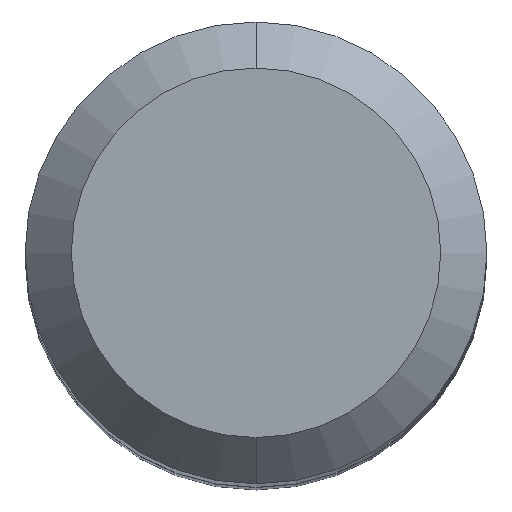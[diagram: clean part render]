
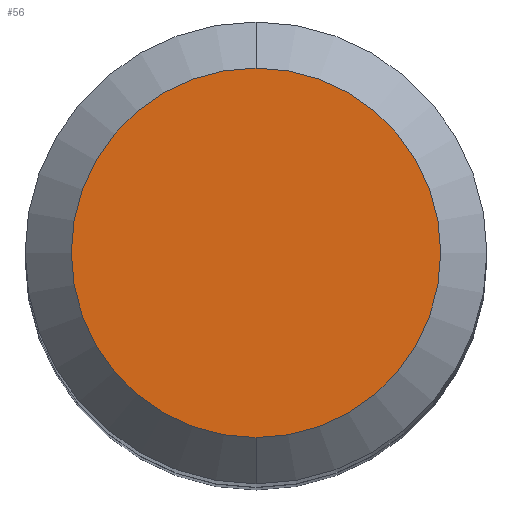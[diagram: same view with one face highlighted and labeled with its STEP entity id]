
A CAD part, top view. The second image highlights one B-rep face of the part: STEP entity #56.
In plain terms, the highlighted planar face has unit normal (0, 0, 1).
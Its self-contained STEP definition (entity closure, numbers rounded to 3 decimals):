
#56=ADVANCED_FACE('',(#122),#123,.T.);
#122=FACE_OUTER_BOUND('',#200,.T.);
#123=PLANE('',#201);
#200=EDGE_LOOP('',(#277,#278));
#201=AXIS2_PLACEMENT_3D('',#279,#280,#281);
#277=ORIENTED_EDGE('',*,*,#403,.F.);
#278=ORIENTED_EDGE('',*,*,#406,.F.);
#279=CARTESIAN_POINT('',(0.,2.4,45.));
#280=DIRECTION('',(0.,0.,1.0));
#281=DIRECTION('',(0.,-1.0,0.));
#403=EDGE_CURVE('',#471,#473,#474,.T.);
#406=EDGE_CURVE('',#473,#471,#477,.T.);
#471=VERTEX_POINT('',#545);
#473=VERTEX_POINT('',#548);
#474=CIRCLE('',#549,4.8);
#477=CIRCLE('',#553,4.8);
#545=CARTESIAN_POINT('',(0.,4.8,45.));
#548=CARTESIAN_POINT('',(0.,-4.8,45.));
#549=AXIS2_PLACEMENT_3D('',#610,#611,#612);
#553=AXIS2_PLACEMENT_3D('',#614,#615,#616);
#610=CARTESIAN_POINT('',(0.,0.0,45.));
#611=DIRECTION('',(0.,0.0,-1.0));
#612=DIRECTION('',(0.0,1.0,0.0));
#614=CARTESIAN_POINT('',(0.,0.0,45.));
#615=DIRECTION('',(0.,0.0,-1.0));
#616=DIRECTION('',(0.0,1.0,0.0));
